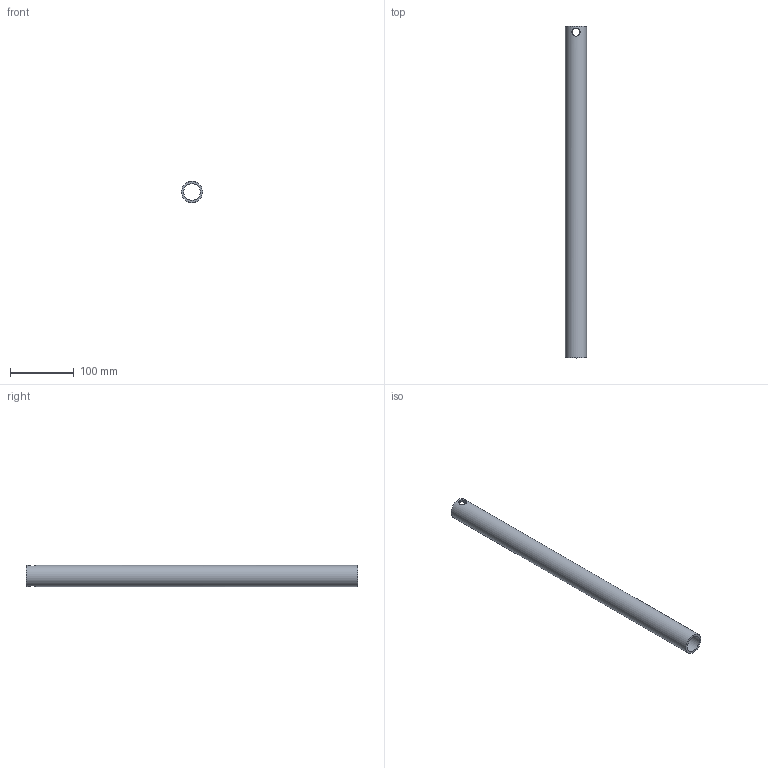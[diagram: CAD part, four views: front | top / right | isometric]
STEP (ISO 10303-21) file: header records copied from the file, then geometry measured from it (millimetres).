
FILE_DESCRIPTION(/* description */ (''),/* implementation_level */ '2;1');
FILE_NAME(/* name */ 'FE-00003_1.stp',/* time_stamp */ '2017-01-08T11:27:29-05:00',/* author */ ('jeff1'),/* organization */ (''),/* preprocessor_version */ 'ST-DEVELOPER v16.5',/* originating_system */ 'Autodesk Inventor 2017',/* authorisation */ '');
FILE_SCHEMA (('AUTOMOTIVE_DESIGN { 1 0 10303 214 3 1 1 }'));
Length unit declared in the file: inch
Products named in the file (1): FE-00003_1
Bounding box: 33.34 x 520.7 x 33.34 mm (x, y, z)
Volume: 163309 mm3; surface area: 98512.2 mm2
Topology: 1 solids, 1 shells, 6 faces, 14 edges, 10 vertices
Faces by surface type: cylinder 4, plane 2
Full cylindrical faces by diameter (mm): 12.7 x2, 26.645 x1, 33.337 x1
Entity records: 308 total; most frequent: CARTESIAN_POINT 155, DIRECTION 22, EDGE_LOOP 16, ORIENTED_EDGE 16, AXIS2_PLACEMENT_3D 11, FACE_BOUND 10, VERTEX_POINT 8, EDGE_CURVE 8
